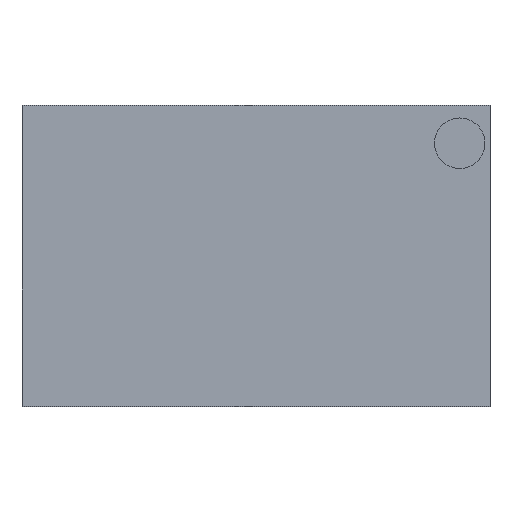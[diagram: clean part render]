
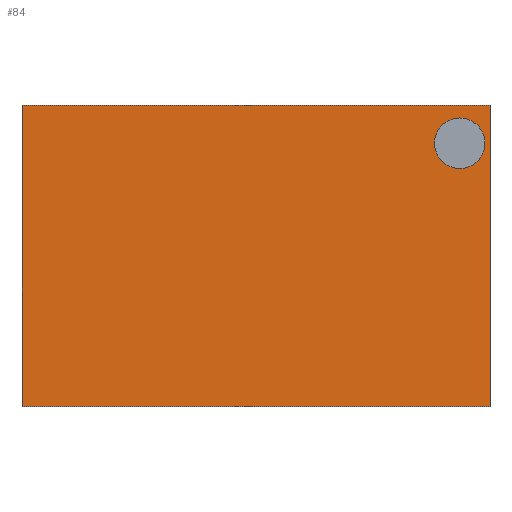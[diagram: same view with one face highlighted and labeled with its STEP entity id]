
A CAD part, top view. The second image highlights one B-rep face of the part: STEP entity #84.
In plain terms, the highlighted planar face has unit normal (0, 0, 1).
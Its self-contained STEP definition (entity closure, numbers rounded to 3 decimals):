
#12 = DIRECTION ( 'NONE',  ( 0., 0., 1. ) ) ;
#16 = LINE ( 'NONE', #362, #148 ) ;
#22 = ORIENTED_EDGE ( 'NONE', *, *, #143, .T. ) ;
#40 = CARTESIAN_POINT ( 'NONE',  ( -0.7, 0.45, 0.5 ) ) ;
#46 = CARTESIAN_POINT ( 'NONE',  ( 0., 0., 0.5 ) ) ;
#53 = EDGE_CURVE ( 'NONE', #317, #642, #535, .T. ) ;
#56 = DIRECTION ( 'NONE',  ( -1., 0., 0. ) ) ;
#84 = ADVANCED_FACE ( 'NONE', ( #724, #463 ), #134, .F. ) ;
#87 = VECTOR ( 'NONE', #713, 1000. ) ;
#91 = VERTEX_POINT ( 'NONE', #341 ) ;
#98 = CARTESIAN_POINT ( 'NONE',  ( 0.7, -0.45, 0.5 ) ) ;
#115 = ORIENTED_EDGE ( 'NONE', *, *, #423, .T. ) ;
#124 = CARTESIAN_POINT ( 'NONE',  ( 0.7, 0.45, 0.5 ) ) ;
#132 = ORIENTED_EDGE ( 'NONE', *, *, #627, .F. ) ;
#134 = PLANE ( 'NONE',  #807 ) ;
#143 = EDGE_CURVE ( 'NONE', #91, #765, #498, .T. ) ;
#148 = VECTOR ( 'NONE', #679, 1000. ) ;
#160 = EDGE_LOOP ( 'NONE', ( #115, #784, #551, #22 ) ) ;
#190 = CARTESIAN_POINT ( 'NONE',  ( 0.61, 0.337, 0.5 ) ) ;
#289 = VECTOR ( 'NONE', #565, 1000. ) ;
#300 = VECTOR ( 'NONE', #56, 1000. ) ;
#317 = VERTEX_POINT ( 'NONE', #124 ) ;
#341 = CARTESIAN_POINT ( 'NONE',  ( -0.7, -0.45, 0.5 ) ) ;
#344 = DIRECTION ( 'NONE',  ( 1., 0., 0. ) ) ;
#362 = CARTESIAN_POINT ( 'NONE',  ( 0.7, -0.45, 0.5 ) ) ;
#387 = CARTESIAN_POINT ( 'NONE',  ( -0.7, -0.45, 0.5 ) ) ;
#388 = ORIENTED_EDGE ( 'NONE', *, *, #472, .F. ) ;
#420 = CIRCLE ( 'NONE', #623, 0.075 ) ;
#423 = EDGE_CURVE ( 'NONE', #765, #317, #16, .T. ) ;
#438 = EDGE_LOOP ( 'NONE', ( #132, #388 ) ) ;
#440 = VERTEX_POINT ( 'NONE', #555 ) ;
#463 = FACE_OUTER_BOUND ( 'NONE', #160, .T. ) ;
#466 = DIRECTION ( 'NONE',  ( 0., 0., 1. ) ) ;
#472 = EDGE_CURVE ( 'NONE', #741, #440, #626, .T. ) ;
#480 = DIRECTION ( 'NONE',  ( 1., 0., 0. ) ) ;
#498 = LINE ( 'NONE', #583, #289 ) ;
#511 = CARTESIAN_POINT ( 'NONE',  ( -0.7, 0.45, 0.5 ) ) ;
#524 = DIRECTION ( 'NONE',  ( 0., 0., -1. ) ) ;
#535 = LINE ( 'NONE', #40, #300 ) ;
#551 = ORIENTED_EDGE ( 'NONE', *, *, #876, .T. ) ;
#555 = CARTESIAN_POINT ( 'NONE',  ( 0.685, 0.337, 0.5 ) ) ;
#565 = DIRECTION ( 'NONE',  ( 1., 0., 0. ) ) ;
#577 = LINE ( 'NONE', #387, #87 ) ;
#583 = CARTESIAN_POINT ( 'NONE',  ( -0.7, -0.45, 0.5 ) ) ;
#584 = DIRECTION ( 'NONE',  ( -1., 0., 0. ) ) ;
#615 = CARTESIAN_POINT ( 'NONE',  ( 0.61, 0.337, 0.5 ) ) ;
#623 = AXIS2_PLACEMENT_3D ( 'NONE', #190, #466, #344 ) ;
#626 = CIRCLE ( 'NONE', #643, 0.075 ) ;
#627 = EDGE_CURVE ( 'NONE', #440, #741, #420, .T. ) ;
#642 = VERTEX_POINT ( 'NONE', #511 ) ;
#643 = AXIS2_PLACEMENT_3D ( 'NONE', #615, #12, #480 ) ;
#679 = DIRECTION ( 'NONE',  ( 0., 1., 0. ) ) ;
#713 = DIRECTION ( 'NONE',  ( 0., -1., 0. ) ) ;
#724 = FACE_BOUND ( 'NONE', #438, .T. ) ;
#741 = VERTEX_POINT ( 'NONE', #814 ) ;
#765 = VERTEX_POINT ( 'NONE', #98 ) ;
#784 = ORIENTED_EDGE ( 'NONE', *, *, #53, .T. ) ;
#807 = AXIS2_PLACEMENT_3D ( 'NONE', #46, #524, #584 ) ;
#814 = CARTESIAN_POINT ( 'NONE',  ( 0.534, 0.337, 0.5 ) ) ;
#876 = EDGE_CURVE ( 'NONE', #642, #91, #577, .T. ) ;
